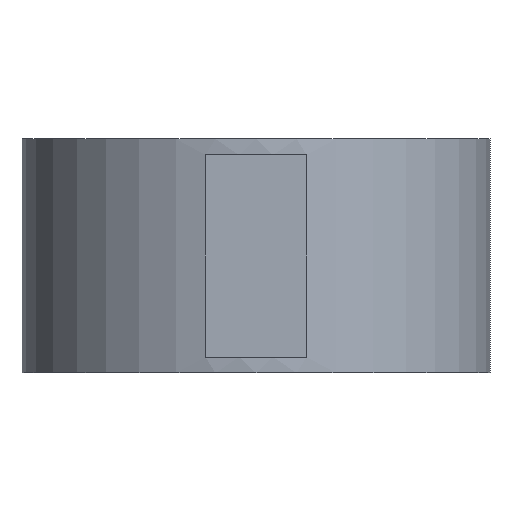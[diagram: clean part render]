
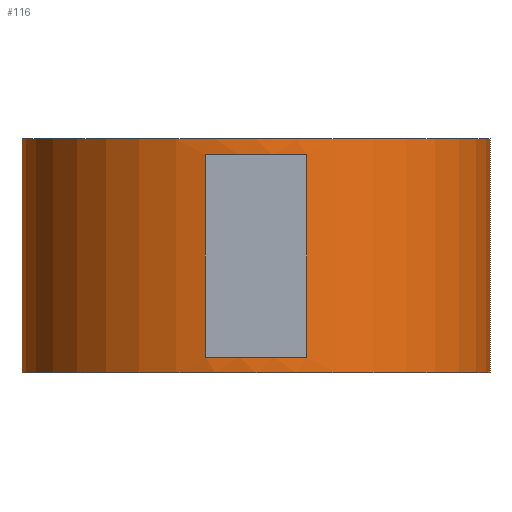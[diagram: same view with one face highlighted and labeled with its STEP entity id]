
A CAD part, front view. The second image highlights one B-rep face of the part: STEP entity #116.
In plain terms, the highlighted cylindrical face has radius 100 mm (diameter 200 mm), a full revolution.
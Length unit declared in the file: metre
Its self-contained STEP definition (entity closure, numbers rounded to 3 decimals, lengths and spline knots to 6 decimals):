
#19=CIRCLE('',#138,0.1);
#20=CIRCLE('',#139,0.1);
#21=CIRCLE('',#140,0.1);
#22=CIRCLE('',#141,0.1);
#23=ORIENTED_EDGE('',*,*,#51,.F.);
#24=ORIENTED_EDGE('',*,*,#52,.T.);
#25=ORIENTED_EDGE('',*,*,#53,.T.);
#26=ORIENTED_EDGE('',*,*,#54,.F.);
#27=ORIENTED_EDGE('',*,*,#55,.F.);
#28=ORIENTED_EDGE('',*,*,#56,.T.);
#51=EDGE_CURVE('',#65,#66,#75,.F.);
#52=EDGE_CURVE('',#65,#67,#19,.T.);
#53=EDGE_CURVE('',#67,#68,#76,.F.);
#54=EDGE_CURVE('',#66,#68,#20,.T.);
#55=EDGE_CURVE('',#69,#69,#21,.T.);
#56=EDGE_CURVE('',#70,#70,#22,.T.);
#65=VERTEX_POINT('',#188);
#66=VERTEX_POINT('',#189);
#67=VERTEX_POINT('',#191);
#68=VERTEX_POINT('',#193);
#69=VERTEX_POINT('',#196);
#70=VERTEX_POINT('',#198);
#75=LINE('',#187,#85);
#76=LINE('',#192,#86);
#85=VECTOR('',#153,1.);
#86=VECTOR('',#156,1.);
#95=EDGE_LOOP('',(#23,#24,#25,#26));
#96=EDGE_LOOP('',(#27));
#97=EDGE_LOOP('',(#28));
#105=FACE_BOUND('',#95,.T.);
#106=FACE_BOUND('',#96,.T.);
#107=FACE_BOUND('',#97,.T.);
#115=CYLINDRICAL_SURFACE('',#137,0.1);
#116=ADVANCED_FACE('',(#105,#106,#107),#115,.T.);
#137=AXIS2_PLACEMENT_3D('',#186,#151,#152);
#138=AXIS2_PLACEMENT_3D('',#190,#154,#155);
#139=AXIS2_PLACEMENT_3D('',#194,#157,#158);
#140=AXIS2_PLACEMENT_3D('',#195,#159,#160);
#141=AXIS2_PLACEMENT_3D('',#197,#161,#162);
#151=DIRECTION('',(0.,0.,-1.));
#152=DIRECTION('',(-1.,0.,0.));
#153=DIRECTION('',(0.,0.,-1.));
#154=DIRECTION('',(0.,0.,-1.));
#155=DIRECTION('',(-1.,0.,0.));
#156=DIRECTION('',(0.,0.,-1.));
#157=DIRECTION('',(0.,0.,-1.));
#158=DIRECTION('',(-1.,0.,0.));
#159=DIRECTION('',(0.,0.,1.));
#160=DIRECTION('',(1.,0.,0.));
#161=DIRECTION('',(0.,0.,1.));
#162=DIRECTION('',(1.,0.,0.));
#186=CARTESIAN_POINT('',(0.,0.,0.05));
#187=CARTESIAN_POINT('',(0.02159,-0.097642,0.05));
#188=CARTESIAN_POINT('',(0.02159,-0.097642,-0.04318));
#189=CARTESIAN_POINT('',(0.02159,-0.097642,0.04318));
#190=CARTESIAN_POINT('',(0.,0.,-0.04318));
#191=CARTESIAN_POINT('',(-0.02159,-0.097642,-0.04318));
#192=CARTESIAN_POINT('',(-0.02159,-0.097642,0.05));
#193=CARTESIAN_POINT('',(-0.02159,-0.097642,0.04318));
#194=CARTESIAN_POINT('',(0.,0.,0.04318));
#195=CARTESIAN_POINT('',(0.,0.,0.05));
#196=CARTESIAN_POINT('',(0.1,0.,0.05));
#197=CARTESIAN_POINT('',(0.,0.,-0.05));
#198=CARTESIAN_POINT('',(0.1,0.,-0.05));
